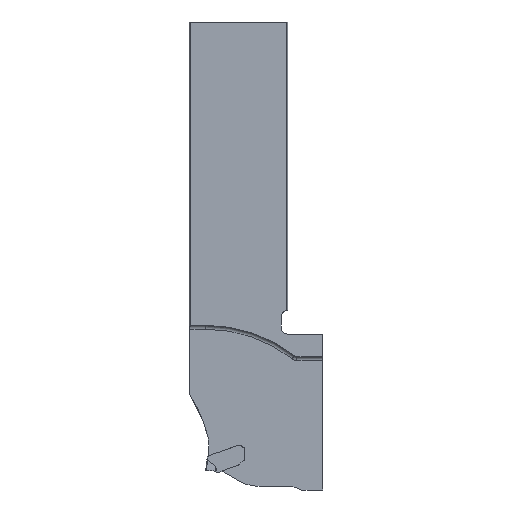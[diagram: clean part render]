
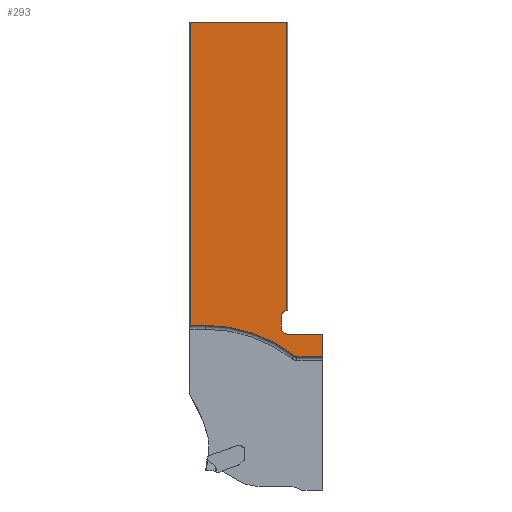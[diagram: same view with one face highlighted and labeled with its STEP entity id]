
A CAD part, left-side view. The second image highlights one B-rep face of the part: STEP entity #293.
In plain terms, the highlighted planar face has unit normal (-1, 0, 0).
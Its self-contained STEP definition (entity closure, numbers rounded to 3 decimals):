
#177=B_SPLINE_CURVE_WITH_KNOTS('',3,(#2891,#2892,#2893,#2894,#2895,#2896,
#2897),.UNSPECIFIED.,.F.,.F.,(4,3,4),(0.,0.5,1.),
 .UNSPECIFIED.);
#229=CIRCLE('',#2077,5.63);
#243=CIRCLE('',#2097,37.228);
#244=CIRCLE('',#2098,1.5);
#245=CIRCLE('',#2099,1.5);
#293=ADVANCED_FACE('SHANKHEAD_FACE_RIGHT',(#438),#391,.T.);
#391=PLANE('',#2100);
#438=FACE_OUTER_BOUND('',#538,.T.);
#538=EDGE_LOOP('',(#688,#689,#690,#691,#692,#693,#694,#695,#696,#697,#698,
#699,#700));
#688=ORIENTED_EDGE('',*,*,#1418,.F.);
#689=ORIENTED_EDGE('',*,*,#1419,.F.);
#690=ORIENTED_EDGE('',*,*,#1420,.T.);
#691=ORIENTED_EDGE('',*,*,#1421,.F.);
#692=ORIENTED_EDGE('',*,*,#1371,.T.);
#693=ORIENTED_EDGE('',*,*,#1422,.T.);
#694=ORIENTED_EDGE('',*,*,#1423,.T.);
#695=ORIENTED_EDGE('',*,*,#1424,.T.);
#696=ORIENTED_EDGE('',*,*,#1425,.T.);
#697=ORIENTED_EDGE('',*,*,#1380,.F.);
#698=ORIENTED_EDGE('',*,*,#1426,.T.);
#699=ORIENTED_EDGE('',*,*,#1427,.T.);
#700=ORIENTED_EDGE('',*,*,#1428,.F.);
#1190=VERTEX_POINT('',#2780);
#1191=VERTEX_POINT('',#2781);
#1198=VERTEX_POINT('',#2799);
#1199=VERTEX_POINT('',#2801);
#1233=VERTEX_POINT('',#2887);
#1234=VERTEX_POINT('',#2888);
#1235=VERTEX_POINT('',#2890);
#1236=VERTEX_POINT('',#2898);
#1237=VERTEX_POINT('',#2901);
#1238=VERTEX_POINT('',#2903);
#1239=VERTEX_POINT('',#2905);
#1240=VERTEX_POINT('',#2908);
#1241=VERTEX_POINT('',#2910);
#1371=EDGE_CURVE('',#1190,#1191,#1648,.T.);
#1380=EDGE_CURVE('',#1199,#1198,#229,.T.);
#1418=EDGE_CURVE('',#1233,#1234,#1674,.T.);
#1419=EDGE_CURVE('',#1235,#1233,#243,.T.);
#1420=EDGE_CURVE('',#1235,#1236,#177,.T.);
#1421=EDGE_CURVE('',#1190,#1236,#1675,.T.);
#1422=EDGE_CURVE('',#1191,#1237,#1676,.T.);
#1423=EDGE_CURVE('',#1237,#1238,#244,.T.);
#1424=EDGE_CURVE('',#1238,#1239,#1677,.T.);
#1425=EDGE_CURVE('',#1239,#1198,#245,.T.);
#1426=EDGE_CURVE('',#1199,#1240,#1678,.T.);
#1427=EDGE_CURVE('',#1240,#1241,#1679,.T.);
#1428=EDGE_CURVE('',#1234,#1241,#1680,.T.);
#1648=LINE('',#2779,#1810);
#1674=LINE('',#2886,#1836);
#1675=LINE('',#2899,#1837);
#1676=LINE('',#2900,#1838);
#1677=LINE('',#2904,#1839);
#1678=LINE('',#2907,#1840);
#1679=LINE('',#2909,#1841);
#1680=LINE('',#2911,#1842);
#1810=VECTOR('',#2256,1.);
#1836=VECTOR('',#2326,1.);
#1837=VECTOR('',#2329,1.);
#1838=VECTOR('',#2330,1.);
#1839=VECTOR('',#2333,1.);
#1840=VECTOR('',#2336,1.);
#1841=VECTOR('',#2337,1.);
#1842=VECTOR('',#2338,1.);
#2077=AXIS2_PLACEMENT_3D('',#2802,#2267,#2268);
#2097=AXIS2_PLACEMENT_3D('',#2889,#2327,#2328);
#2098=AXIS2_PLACEMENT_3D('',#2902,#2331,#2332);
#2099=AXIS2_PLACEMENT_3D('',#2906,#2334,#2335);
#2100=AXIS2_PLACEMENT_3D('',#2912,#2339,#2340);
#2256=DIRECTION('',(0.,0.,1.));
#2267=DIRECTION('',(-1.,0.,0.));
#2268=DIRECTION('',(0.,1.,0.));
#2326=DIRECTION('',(0.,1.,0.));
#2327=DIRECTION('',(-1.,0.,0.));
#2328=DIRECTION('',(0.,1.,0.));
#2329=DIRECTION('',(0.,1.,0.));
#2330=DIRECTION('',(0.,1.,0.));
#2331=DIRECTION('',(1.,0.,0.));
#2332=DIRECTION('',(0.,1.,0.));
#2333=DIRECTION('',(0.,0.,1.));
#2334=DIRECTION('',(1.,0.,0.));
#2335=DIRECTION('',(0.,1.,0.));
#2336=DIRECTION('',(0.,0.,1.));
#2337=DIRECTION('',(0.,1.,0.));
#2338=DIRECTION('',(0.,0.,1.));
#2339=DIRECTION('',(-1.,0.,0.));
#2340=DIRECTION('',(0.,1.,0.));
#2779=CARTESIAN_POINT('',(0.,-8.6,0.));
#2780=CARTESIAN_POINT('',(0.,-8.6,-85.772));
#2781=CARTESIAN_POINT('',(0.,-8.6,-80.));
#2799=CARTESIAN_POINT('',(0.,0.63,-74.006));
#2801=CARTESIAN_POINT('',(0.,0.63,-74.));
#2802=CARTESIAN_POINT('',(0.,-5.,-74.));
#2886=CARTESIAN_POINT('',(0.,35.4,-77.772));
#2887=CARTESIAN_POINT('',(0.,21.4,-77.772));
#2888=CARTESIAN_POINT('',(0.,25.27,-77.772));
#2889=CARTESIAN_POINT('',(0.,21.4,-115.));
#2890=CARTESIAN_POINT('',(0.,-1.399,-85.57));
#2891=CARTESIAN_POINT('',(0.,-1.399,-85.57));
#2892=CARTESIAN_POINT('',(0.,-1.482,-85.635));
#2893=CARTESIAN_POINT('',(0.,-1.578,-85.686));
#2894=CARTESIAN_POINT('',(0.,-1.677,-85.72));
#2895=CARTESIAN_POINT('',(0.,-1.777,-85.755));
#2896=CARTESIAN_POINT('',(0.,-1.885,-85.772));
#2897=CARTESIAN_POINT('',(0.,-1.99,-85.772));
#2898=CARTESIAN_POINT('',(0.,-1.99,-85.772));
#2899=CARTESIAN_POINT('',(0.,35.4,-85.772));
#2900=CARTESIAN_POINT('',(0.,35.4,-80.));
#2901=CARTESIAN_POINT('',(0.,0.5,-80.));
#2902=CARTESIAN_POINT('',(0.,0.5,-78.5));
#2903=CARTESIAN_POINT('',(0.,2.,-78.5));
#2904=CARTESIAN_POINT('',(0.,2.,0.));
#2905=CARTESIAN_POINT('',(0.,2.,-75.5));
#2906=CARTESIAN_POINT('',(0.,0.5,-75.5));
#2907=CARTESIAN_POINT('',(0.,0.63,-74.));
#2908=CARTESIAN_POINT('',(0.,0.63,0.));
#2909=CARTESIAN_POINT('',(0.,35.4,0.));
#2910=CARTESIAN_POINT('',(0.,25.27,0.));
#2911=CARTESIAN_POINT('',(0.,25.27,-135.3));
#2912=CARTESIAN_POINT('',(0.,35.4,0.));
